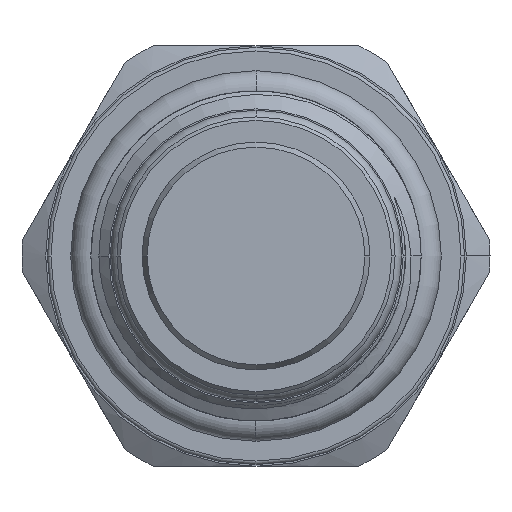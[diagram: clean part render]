
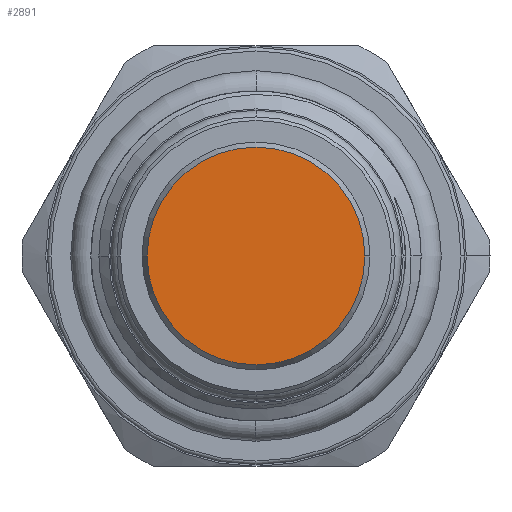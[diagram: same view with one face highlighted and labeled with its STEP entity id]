
A CAD part, left-side view. The second image highlights one B-rep face of the part: STEP entity #2891.
In plain terms, the highlighted planar face has unit normal (-1, 0, 0).
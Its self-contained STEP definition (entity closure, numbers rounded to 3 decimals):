
#1027 = EDGE_CURVE ( 'NONE', #7751, #7541, #7492, .T. ) ;
#1056 = EDGE_CURVE ( 'NONE', #7541, #7751, #7375, .T. ) ;
#1603 = DIRECTION ( 'NONE',  ( 0., -1., 0. ) ) ;
#1604 = DIRECTION ( 'NONE',  ( -1., 0., 0. ) ) ;
#1605 = CARTESIAN_POINT ( 'NONE',  ( -64.995, 0., 0. ) ) ;
#1766 = DIRECTION ( 'NONE',  ( 0., -1., 0. ) ) ;
#1767 = DIRECTION ( 'NONE',  ( -1., 0., 0. ) ) ;
#1768 = CARTESIAN_POINT ( 'NONE',  ( -64.995, 0., 0. ) ) ;
#2062 = CARTESIAN_POINT ( 'NONE',  ( -64.995, -6.211, 0. ) ) ;
#2369 = CARTESIAN_POINT ( 'NONE',  ( -64.995, 6.211, 0. ) ) ;
#2891 = ADVANCED_FACE ( 'NONE', ( #10078 ), #10167, .F. ) ;
#4154 = AXIS2_PLACEMENT_3D ( 'NONE', #1605, #1604, #1603 ) ;
#4254 = AXIS2_PLACEMENT_3D ( 'NONE', #10156, #10196, #10191 ) ;
#4406 = AXIS2_PLACEMENT_3D ( 'NONE', #1768, #1767, #1766 ) ;
#7375 = CIRCLE ( 'NONE', #4406, 6.211 ) ;
#7492 = CIRCLE ( 'NONE', #4154, 6.211 ) ;
#7541 = VERTEX_POINT ( 'NONE', #2369 ) ;
#7751 = VERTEX_POINT ( 'NONE', #2062 ) ;
#8142 = EDGE_LOOP ( 'NONE', ( #12192, #12479 ) ) ;
#10078 = FACE_OUTER_BOUND ( 'NONE', #8142, .T. ) ;
#10156 = CARTESIAN_POINT ( 'NONE',  ( -64.995, -6.46, 0. ) ) ;
#10167 = PLANE ( 'NONE',  #4254 ) ;
#10191 = DIRECTION ( 'NONE',  ( 0., -1., 0. ) ) ;
#10196 = DIRECTION ( 'NONE',  ( 1., 0., 0. ) ) ;
#12192 = ORIENTED_EDGE ( 'NONE', *, *, #1027, .T. ) ;
#12479 = ORIENTED_EDGE ( 'NONE', *, *, #1056, .T. ) ;
